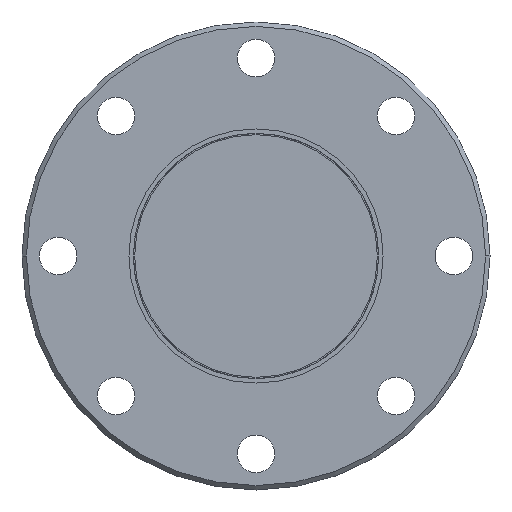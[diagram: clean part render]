
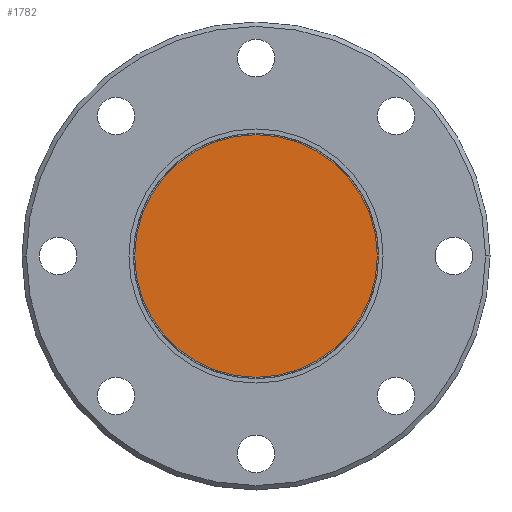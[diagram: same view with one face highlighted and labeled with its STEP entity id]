
A CAD part, front view. The second image highlights one B-rep face of the part: STEP entity #1782.
In plain terms, the highlighted planar face has unit normal (0, -1, 0).
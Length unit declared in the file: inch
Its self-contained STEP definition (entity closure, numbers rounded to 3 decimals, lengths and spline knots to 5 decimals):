
#176 = CIRCLE ( 'NONE', #2085, 0.8735 ) ;
#462 = ORIENTED_EDGE ( 'NONE', *, *, #1154, .F. ) ;
#607 = VERTEX_POINT ( 'NONE', #1886 ) ;
#649 = VERTEX_POINT ( 'NONE', #1882 ) ;
#657 = ORIENTED_EDGE ( 'NONE', *, *, #1209, .F. ) ;
#892 = DIRECTION ( 'NONE',  ( 0., 0., -1. ) ) ;
#893 = DIRECTION ( 'NONE',  ( 0., -1., 0. ) ) ;
#897 = PLANE ( 'NONE',  #1998 ) ;
#903 = CARTESIAN_POINT ( 'NONE',  ( 0., 0.67775, 0. ) ) ;
#995 = DIRECTION ( 'NONE',  ( 0., 0., 1. ) ) ;
#996 = DIRECTION ( 'NONE',  ( 0., 1., 0. ) ) ;
#1049 = CARTESIAN_POINT ( 'NONE',  ( 0., 0.67775, 0. ) ) ;
#1154 = EDGE_CURVE ( 'NONE', #607, #649, #176, .T. ) ;
#1209 = EDGE_CURVE ( 'NONE', #649, #607, #1235, .T. ) ;
#1235 = CIRCLE ( 'NONE', #2042, 0.8735 ) ;
#1299 = FACE_OUTER_BOUND ( 'NONE', #1528, .T. ) ;
#1528 = EDGE_LOOP ( 'NONE', ( #657, #462 ) ) ;
#1568 = DIRECTION ( 'NONE',  ( 0., 0., 1. ) ) ;
#1569 = DIRECTION ( 'NONE',  ( 0., 1., 0. ) ) ;
#1571 = CARTESIAN_POINT ( 'NONE',  ( 0., 0.67775, 0. ) ) ;
#1782 = ADVANCED_FACE ( 'NONE', ( #1299 ), #897, .T. ) ;
#1882 = CARTESIAN_POINT ( 'NONE',  ( 0., 0.67775, 0.8735 ) ) ;
#1886 = CARTESIAN_POINT ( 'NONE',  ( 0., 0.67775, -0.8735 ) ) ;
#1998 = AXIS2_PLACEMENT_3D ( 'NONE', #903, #893, #892 ) ;
#2042 = AXIS2_PLACEMENT_3D ( 'NONE', #1049, #996, #995 ) ;
#2085 = AXIS2_PLACEMENT_3D ( 'NONE', #1571, #1569, #1568 ) ;
